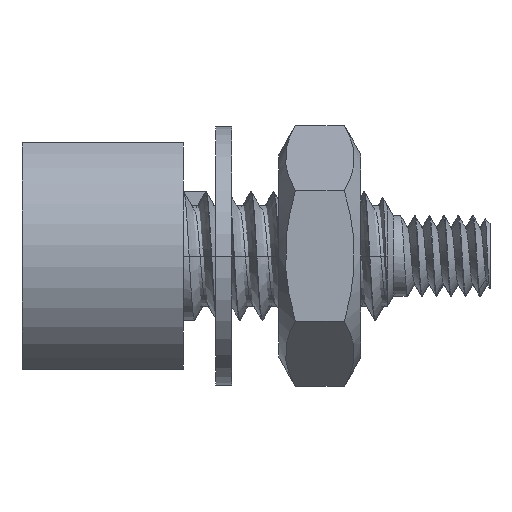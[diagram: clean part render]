
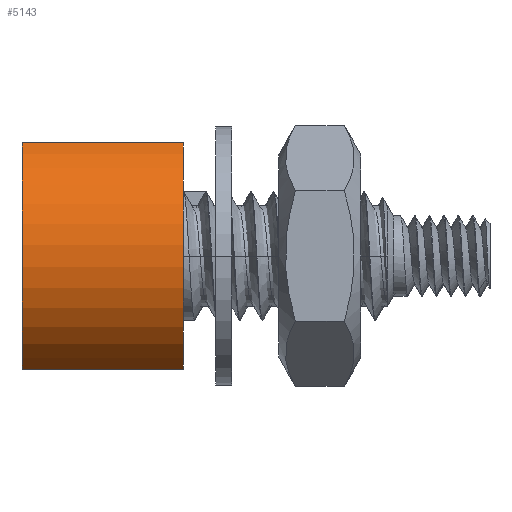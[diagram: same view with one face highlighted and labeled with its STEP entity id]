
A CAD part, front view. The second image highlights one B-rep face of the part: STEP entity #5143.
In plain terms, the highlighted cylindrical face has radius 3.937 mm (diameter 7.874 mm), a partial arc.
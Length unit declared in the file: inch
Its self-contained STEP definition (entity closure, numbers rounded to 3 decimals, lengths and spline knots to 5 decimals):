
#31=CARTESIAN_POINT('',(0.,0.,0.));
#32=DIRECTION('',(-1.,0.,0.));
#33=DIRECTION('',(0.,-0.455,-0.89));
#34=AXIS2_PLACEMENT_3D('',#31,#32,#33);
#2143=DIRECTION('',(-1.,0.,0.));
#2144=VECTOR('',#2143,0.197);
#2145=CARTESIAN_POINT('',(0.197,-0.07058,0.138));
#2146=LINE('',#2145,#2144);
#2147=CARTESIAN_POINT('',(0.197,0.,0.));
#2148=DIRECTION('',(-1.,0.,0.));
#2149=DIRECTION('',(0.,-0.455,-0.89));
#2150=AXIS2_PLACEMENT_3D('',#2147,#2148,#2149);
#2152=DIRECTION('',(-1.,0.,0.));
#2153=VECTOR('',#2152,0.197);
#2154=CARTESIAN_POINT('',(0.197,-0.07058,-0.138));
#2155=LINE('',#2154,#2153);
#2219=CARTESIAN_POINT('',(0.197,-0.07058,0.138));
#2221=VERTEX_POINT('',#2219);
#2222=CARTESIAN_POINT('',(0.197,-0.07058,-0.138));
#2224=VERTEX_POINT('',#2222);
#2226=CARTESIAN_POINT('',(0.,-0.07058,0.138));
#2227=VERTEX_POINT('',#2226);
#2228=CARTESIAN_POINT('',(0.,-0.07058,-0.138));
#2229=VERTEX_POINT('',#2228);
#5131=CARTESIAN_POINT('',(0.59955,0.,0.));
#5132=DIRECTION('',(-1.,0.,0.));
#5133=DIRECTION('',(0.,0.,-1.));
#5134=AXIS2_PLACEMENT_3D('',#5131,#5132,#5133);
#5135=CYLINDRICAL_SURFACE('',#5134,0.155);
#5136=ORIENTED_EDGE('',*,*,#5123,.F.);
#5137=ORIENTED_EDGE('',*,*,#5108,.F.);
#5139=ORIENTED_EDGE('',*,*,#5138,.T.);
#5140=ORIENTED_EDGE('',*,*,#2385,.T.);
#5141=EDGE_LOOP('',(#5136,#5137,#5139,#5140));
#5142=FACE_OUTER_BOUND('',#5141,.F.);
#5143=ADVANCED_FACE('',(#5142),#5135,.T.);
#35=CIRCLE('',#34,0.155);
#2151=CIRCLE('',#2150,0.155);
#2385=EDGE_CURVE('',#2229,#2227,#35,.T.);
#5108=EDGE_CURVE('',#2224,#2221,#2151,.T.);
#5123=EDGE_CURVE('',#2221,#2227,#2146,.T.);
#5138=EDGE_CURVE('',#2224,#2229,#2155,.T.);
